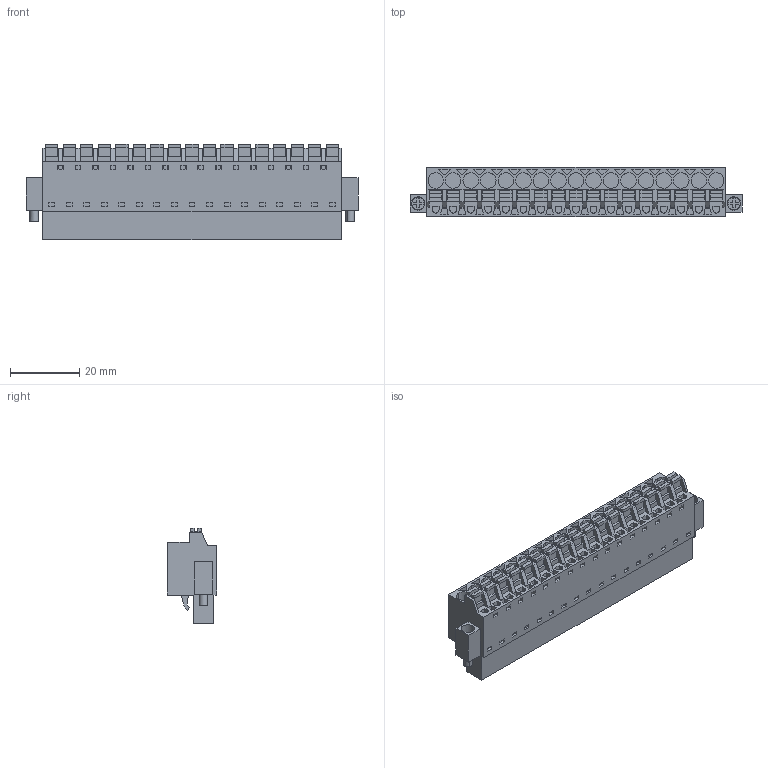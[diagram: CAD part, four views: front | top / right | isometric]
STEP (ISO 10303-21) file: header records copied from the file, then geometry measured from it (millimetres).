
FILE_DESCRIPTION(('CATIA V5 STEP Exchange','CAx-IF Rec.Pracs.--- Model Styling and Organization---1.2---2011-12-15'),'2;1');
FILE_NAME ('D1446534_0_1013250000_1013250000.stp','2017-04-28T12:22:31+00:00',('none'),('Weidmueller'),'CATIA Version 5-6 Release 2014','CATIA V5 STEP AP214','none');
FILE_SCHEMA(('AUTOMOTIVE_DESIGN { 1 0 10303 214 1 1 1 1 }'));
Length unit declared in the file: millimetre
Products named in the file (1): 1013250000
Bounding box: 96.16 x 14.2 x 27.73 mm (x, y, z)
Volume: 20712.3 mm3; surface area: 14453.5 mm2
Topology: 20 solids, 20 shells, 1315 faces, 3776 edges, 2628 vertices
Faces by surface type: plane 1174, cylinder 140, extrusion 1
Entity records: 42278 total; most frequent: CARTESIAN_POINT 8190, ORIENTED_EDGE 7552, DIRECTION 5324, EDGE_CURVE 3776, VECTOR 3487, LINE 3486, VERTEX_POINT 2628, EDGE_LOOP 1510
